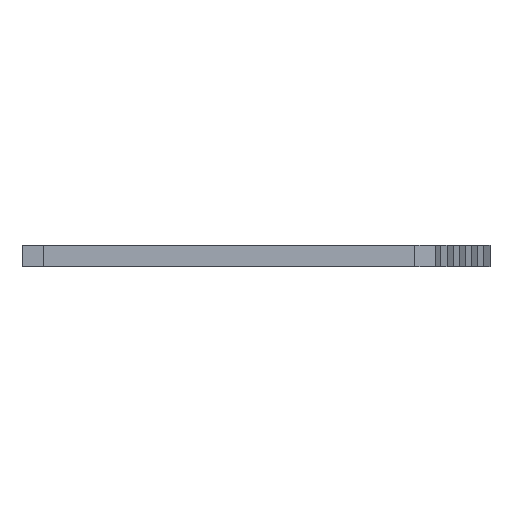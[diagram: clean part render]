
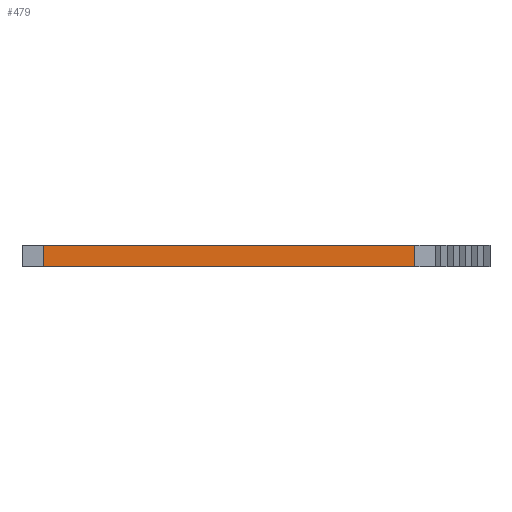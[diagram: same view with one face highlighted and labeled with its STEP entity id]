
A CAD part, left-side view. The second image highlights one B-rep face of the part: STEP entity #479.
In plain terms, the highlighted planar face has unit normal (-0.999, -0.035, 0).
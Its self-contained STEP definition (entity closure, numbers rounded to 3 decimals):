
#427=CARTESIAN_POINT('Vertex',(-96.497,16.,0.)) ;
#430=CARTESIAN_POINT('Line Origine',(-96.497,16.,3.)) ;
#434=CARTESIAN_POINT('Vertex',(-96.497,16.,6.)) ;
#449=CARTESIAN_POINT('Axis2P3D Location',(-92.828,-89.069,0.)) ;
#454=CARTESIAN_POINT('Line Origine',(-94.663,-36.535,0.)) ;
#458=CARTESIAN_POINT('Vertex',(-92.828,-89.069,0.)) ;
#461=CARTESIAN_POINT('Line Origine',(-92.828,-89.069,3.)) ;
#465=CARTESIAN_POINT('Vertex',(-92.828,-89.069,6.)) ;
#468=CARTESIAN_POINT('Line Origine',(-94.663,-36.535,6.)) ;
#432=VECTOR('Line Direction',#431,1.) ;
#456=VECTOR('Line Direction',#455,1.) ;
#463=VECTOR('Line Direction',#462,1.) ;
#470=VECTOR('Line Direction',#469,1.) ;
#431=DIRECTION('Vector Direction',(0.,0.,1.)) ;
#450=DIRECTION('Axis2P3D Direction',(0.999,0.035,-0.)) ;
#451=DIRECTION('Axis2P3D XDirection',(-0.035,0.999,0.)) ;
#455=DIRECTION('Vector Direction',(-0.035,0.999,0.)) ;
#462=DIRECTION('Vector Direction',(0.,0.,1.)) ;
#469=DIRECTION('Vector Direction',(-0.035,0.999,0.)) ;
#452=AXIS2_PLACEMENT_3D('Plane Axis2P3D',#449,#450,#451) ;
#433=LINE('Line',#430,#432) ;
#457=LINE('Line',#454,#456) ;
#464=LINE('Line',#461,#463) ;
#471=LINE('Line',#468,#470) ;
#453=PLANE('',#452) ;
#436=EDGE_CURVE('',#428,#435,#433,.T.) ;
#460=EDGE_CURVE('',#428,#459,#457,.F.) ;
#467=EDGE_CURVE('',#459,#466,#464,.T.) ;
#472=EDGE_CURVE('',#435,#466,#471,.F.) ;
#474=ORIENTED_EDGE('',*,*,#436,.F.) ;
#475=ORIENTED_EDGE('',*,*,#460,.T.) ;
#476=ORIENTED_EDGE('',*,*,#467,.T.) ;
#477=ORIENTED_EDGE('',*,*,#472,.F.) ;
#473=EDGE_LOOP('',(#474,#475,#476,#477)) ;
#428=VERTEX_POINT('',#427) ;
#435=VERTEX_POINT('',#434) ;
#459=VERTEX_POINT('',#458) ;
#466=VERTEX_POINT('',#465) ;
#479=ADVANCED_FACE('PartBody',(#478),#453,.F.) ;
#478=FACE_OUTER_BOUND('',#473,.T.) ;
